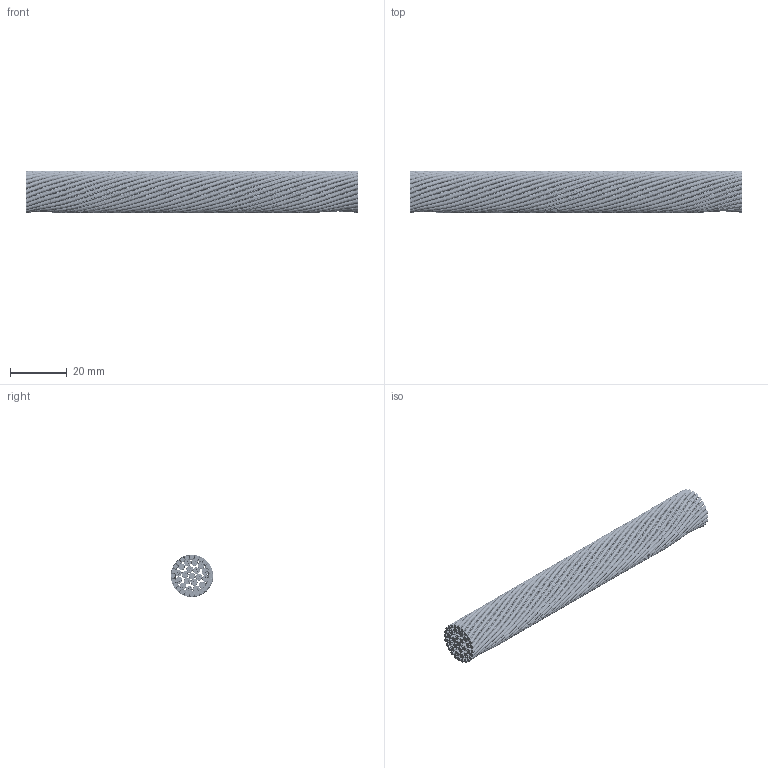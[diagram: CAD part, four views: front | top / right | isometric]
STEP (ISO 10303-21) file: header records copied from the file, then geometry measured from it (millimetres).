
FILE_DESCRIPTION (( 'STEP AP214' ), '1' );
FILE_NAME ('A805A12.STEP', '2010-01-08T12:27:59', ( 'ERICO' ), ( 'ERICO' ), 'SwSTEP 2.0', 'SolidWorks 2008', '' );
FILE_SCHEMA (( 'AUTOMOTIVE_DESIGN' ));
Length unit declared in the file: inch
Products named in the file (3): OUTTER LAYER; INNER CORE; A805A12
Assembly tree (20 placements, depth 2):
  A805A12
    INNER CORE  x19
    OUTTER LAYER
Bounding box: 116.84 x 14.93 x 14.94 mm (x, y, z)
Volume: 12579.8 mm3; surface area: 52824.9 mm2
Topology: 81 solids, 81 shells, 628 faces, 1284 edges, 932 vertices
Faces by surface type: plane 314, bspline 276, cylinder 38
Entity records: 28187 total; most frequent: CARTESIAN_POINT 25441, DIRECTION 422, ORIENTED_EDGE 408, AXIS2_PLACEMENT_3D 209, EDGE_CURVE 204, VERTEX_POINT 140, EDGE_LOOP 138, ADVANCED_FACE 124
